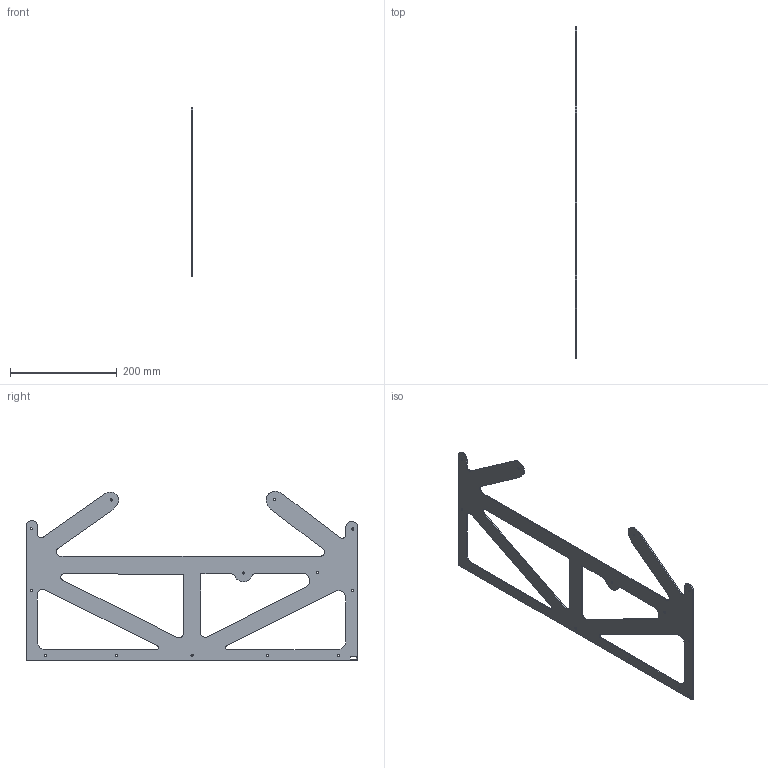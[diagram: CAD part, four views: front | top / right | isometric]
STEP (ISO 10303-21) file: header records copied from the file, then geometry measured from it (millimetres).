
FILE_DESCRIPTION(('HOOPS Exchange Step'),'2;1');
FILE_NAME('temp_export','2023-06-03T14:05:15-07:00',('james'),('Shapr3D Limited'),'HOOPS Exchange 2022.2','Shapr3D','Authorized');
FILE_SCHEMA( ('AUTOMOTIVE_DESIGN { 1 0 10303 214 1 1 1 1 }') );
Length unit declared in the file: millimetre
Products named in the file (2): BACK PANELS; root
Assembly tree (1 placements, depth 2):
  root
    BACK PANELS
Bounding box: 1.91 x 620.6 x 316.57 mm (x, y, z)
Volume: 149816.5 mm3; surface area: 166712.5 mm2
Topology: 1 solids, 1 shells, 78 faces, 254 edges, 178 vertices
Faces by surface type: cylinder 45, plane 30, bspline 3
Full cylindrical faces by diameter (mm): 4 x13
Entity records: 3023 total; most frequent: CARTESIAN_POINT 551, DIRECTION 518, ORIENTED_EDGE 508, EDGE_CURVE 254, AXIS2_PLACEMENT_3D 193, VERTEX_POINT 178, VECTOR 132, LINE 132
